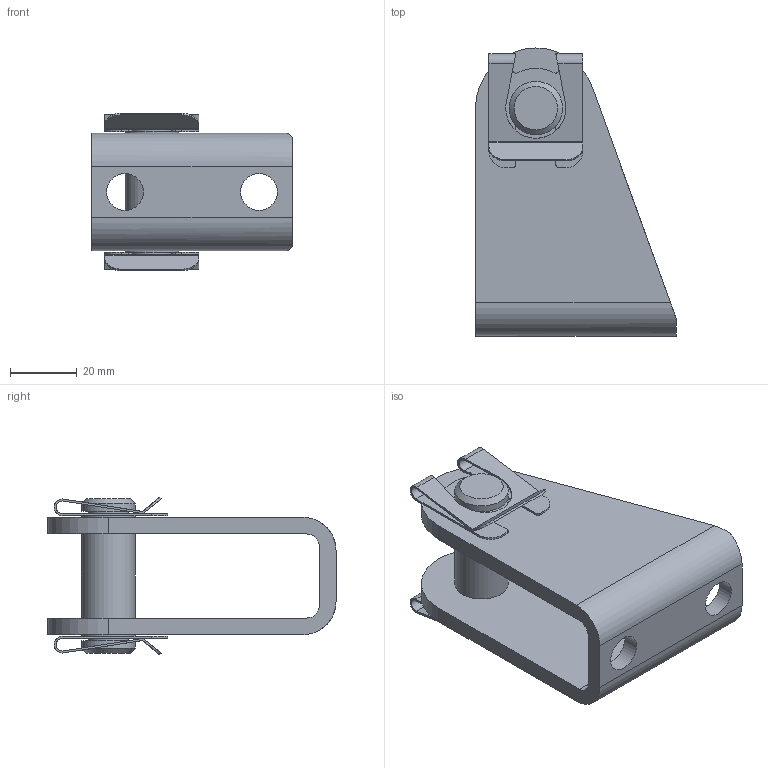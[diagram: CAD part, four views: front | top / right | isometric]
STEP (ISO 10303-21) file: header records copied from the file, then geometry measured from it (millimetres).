
FILE_DESCRIPTION(/* description */ ('STEP AP214'),/* implementation_level */ '2;1');
FILE_NAME(/* name */ '163967_LZF-63',/* time_stamp */ '2024-09-03T10:37:34+02:00',/* author */ ('License CC BY-ND 4.0'),/* organization */ ('CADENAS'),/* preprocessor_version */ 'ST-DEVELOPER v19.3',/* originating_system */ 'PARTsolutions',/* authorisation */ ' ');
FILE_SCHEMA (('AUTOMOTIVE_DESIGN {1 0 10303 214 3 1 1}'));
Length unit declared in the file: millimetre
Products named in the file (4): 163967 LZF-63; 163967 LZF-63---(L); 369478 BZ-16-036,0-AA (46); 209822 16 SXN 08 VERZINKT:SL
Assembly tree (4 placements, depth 2):
  163967 LZF-63
    163967 LZF-63---(L)
    369478 BZ-16-036,0-AA (46)
    209822 16 SXN 08 VERZINKT:SL  x2
Bounding box: 60 x 86 x 46.97 mm (x, y, z)
Volume: 51428.8 mm3; surface area: 27679.2 mm2
Topology: 4 solids, 4 shells, 97 faces, 266 edges, 177 vertices
Faces by surface type: cylinder 49, plane 46, cone 2
Full cylindrical faces by diameter (mm): 11 x2, 12 x2, 16 x5
Entity records: 2072 total; most frequent: DIRECTION 364, CARTESIAN_POINT 336, ORIENTED_EDGE 312, EDGE_CURVE 156, AXIS2_PLACEMENT_3D 138, VERTEX_POINT 110, LINE 88, VECTOR 88
